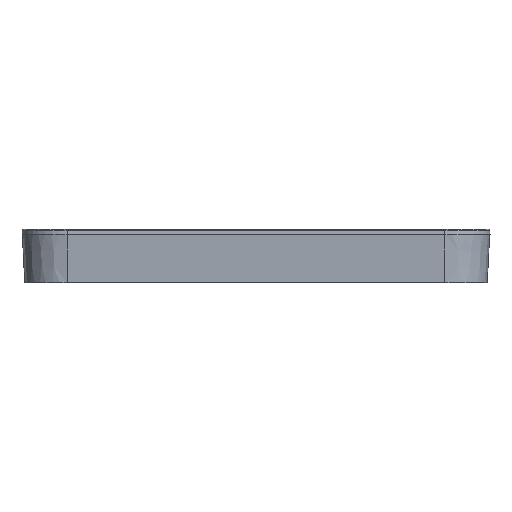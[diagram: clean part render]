
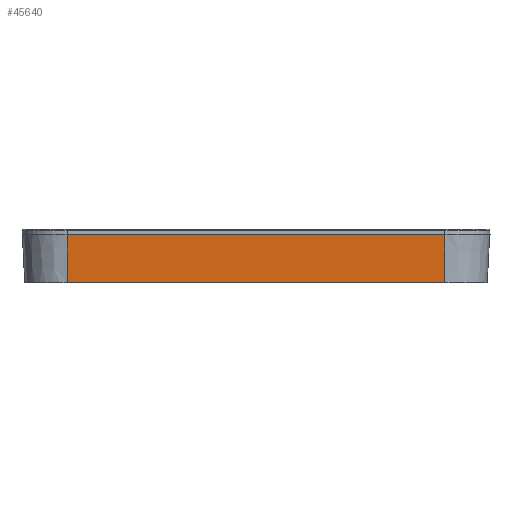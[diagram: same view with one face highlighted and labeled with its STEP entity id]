
A CAD part, front view. The second image highlights one B-rep face of the part: STEP entity #45640.
In plain terms, the highlighted face is planar.
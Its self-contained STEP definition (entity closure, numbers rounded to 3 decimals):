
#288=DIRECTION('',(0.,0.999,0.052));
#289=VECTOR('',#288,9.012);
#290=CARTESIAN_POINT('',(35.5,0.,43.478));
#291=LINE('24160',#290,#289);
#292=DIRECTION('',(1.,0.,0.));
#293=VECTOR('',#292,71.);
#294=CARTESIAN_POINT('',(-35.5,0.,43.478));
#295=LINE('24159',#294,#293);
#296=DIRECTION('',(0.,0.999,0.052));
#297=VECTOR('',#296,9.012);
#298=CARTESIAN_POINT('',(-35.5,0.,43.478));
#299=LINE('24167',#298,#297);
#356=DIRECTION('',(1.,0.,0.));
#357=VECTOR('',#356,71.);
#358=CARTESIAN_POINT('',(-35.5,9.,43.95));
#359=LINE('24147',#358,#357);
#39029=CARTESIAN_POINT('',(35.5,9.,43.95));
#39031=VERTEX_POINT('',#39029);
#39043=CARTESIAN_POINT('',(-35.5,9.,43.95));
#39044=VERTEX_POINT('',#39043);
#39046=CARTESIAN_POINT('',(35.5,0.,43.478));
#39048=VERTEX_POINT('',#39046);
#39059=CARTESIAN_POINT('',(-35.5,0.,43.478));
#39060=VERTEX_POINT('',#39059);
#45627=CARTESIAN_POINT('',(-35.5,9.,43.95));
#45628=DIRECTION('',(0.,0.052,-0.999));
#45629=DIRECTION('',(1.,0.,0.));
#45630=AXIS2_PLACEMENT_3D('',#45627,#45628,#45629);
#45631=PLANE('24112',#45630);
#45632=ORIENTED_EDGE('24159',*,*,#45575,.F.);
#45634=ORIENTED_EDGE('24167',*,*,#45633,.T.);
#45636=ORIENTED_EDGE('24147',*,*,#45635,.T.);
#45637=ORIENTED_EDGE('24160',*,*,#45611,.F.);
#45638=EDGE_LOOP('24112',(#45632,#45634,#45636,#45637));
#45639=FACE_OUTER_BOUND('24112',#45638,.F.);
#45640=ADVANCED_FACE('24112',(#45639),#45631,.F.);
#45575=EDGE_CURVE('24159',#39060,#39048,#295,.T.);
#45611=EDGE_CURVE('24160',#39048,#39031,#291,.T.);
#45633=EDGE_CURVE('24167',#39060,#39044,#299,.T.);
#45635=EDGE_CURVE('24147',#39044,#39031,#359,.T.);
